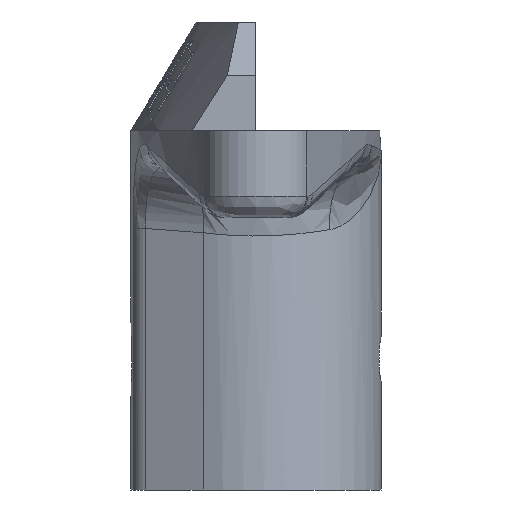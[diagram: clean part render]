
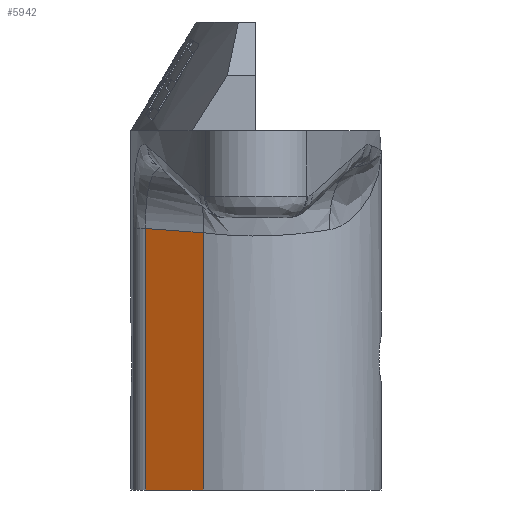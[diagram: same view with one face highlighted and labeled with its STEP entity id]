
A CAD part, front view. The second image highlights one B-rep face of the part: STEP entity #5942.
In plain terms, the highlighted planar face has unit normal (-0.423, -0.906, 0).
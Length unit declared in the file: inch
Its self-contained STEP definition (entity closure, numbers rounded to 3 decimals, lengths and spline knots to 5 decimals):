
#1612 = LINE ( 'NONE', #13369, #12669 ) ;
#2221 = ORIENTED_EDGE ( 'NONE', *, *, #9475, .T. ) ;
#2440 = EDGE_CURVE ( 'NONE', #4610, #16054, #1612, .T. ) ;
#2635 = CARTESIAN_POINT ( 'NONE',  ( -0.1215, -0.26056, 2.445 ) ) ;
#3228 = LINE ( 'NONE', #4771, #14735 ) ;
#3480 = ORIENTED_EDGE ( 'NONE', *, *, #3994, .F. ) ;
#3994 = EDGE_CURVE ( 'NONE', #7666, #16054, #3228, .T. ) ;
#4610 = VERTEX_POINT ( 'NONE', #6917 ) ;
#4771 = CARTESIAN_POINT ( 'NONE',  ( -0.1215, -0.26056, 2.445 ) ) ;
#5458 = B_SPLINE_CURVE_WITH_KNOTS ( 'NONE', 3,
 ( #14267, #8668, #9923, #8373 ),
 .UNSPECIFIED., .F., .F.,
 ( 4, 4 ),
 ( 0., 1. ),
 .UNSPECIFIED. ) ;
#5581 = ORIENTED_EDGE ( 'NONE', *, *, #2440, .T. ) ;
#5634 = VERTEX_POINT ( 'NONE', #11332 ) ;
#5726 = DIRECTION ( 'NONE',  ( 0., 0., -1. ) ) ;
#5942 = ADVANCED_FACE ( 'NONE', ( #16496 ), #14670, .T. ) ;
#6160 = VECTOR ( 'NONE', #5726, 39.37008 ) ;
#6917 = CARTESIAN_POINT ( 'NONE',  ( -0.25364, -0.19895, 3.04569 ) ) ;
#7044 = EDGE_CURVE ( 'NONE', #5634, #7666, #12822, .T. ) ;
#7666 = VERTEX_POINT ( 'NONE', #13335 ) ;
#7744 = ORIENTED_EDGE ( 'NONE', *, *, #7044, .F. ) ;
#8373 = CARTESIAN_POINT ( 'NONE',  ( -0.25364, -0.19895, 3.04569 ) ) ;
#8668 = CARTESIAN_POINT ( 'NONE',  ( -0.16545, -0.24007, 3.03941 ) ) ;
#9475 = EDGE_CURVE ( 'NONE', #5634, #4610, #5458, .T. ) ;
#9923 = CARTESIAN_POINT ( 'NONE',  ( -0.2095, -0.21953, 3.04269 ) ) ;
#10317 = DIRECTION ( 'NONE',  ( -0.423, -0.906, 0. ) ) ;
#10622 = DIRECTION ( 'NONE',  ( -0.906, 0.423, 0. ) ) ;
#11332 = CARTESIAN_POINT ( 'NONE',  ( -0.1215, -0.26056, 3.03585 ) ) ;
#11918 = DIRECTION ( 'NONE',  ( 0., 0., -1. ) ) ;
#11951 = CARTESIAN_POINT ( 'NONE',  ( -0.28029, -0.18652, 2.445 ) ) ;
#12669 = VECTOR ( 'NONE', #11918, 39.37008 ) ;
#12757 = CARTESIAN_POINT ( 'NONE',  ( -0.25364, -0.19895, 2.445 ) ) ;
#12822 = LINE ( 'NONE', #2635, #6160 ) ;
#13335 = CARTESIAN_POINT ( 'NONE',  ( -0.1215, -0.26056, 2.445 ) ) ;
#13369 = CARTESIAN_POINT ( 'NONE',  ( -0.25364, -0.19895, 2.445 ) ) ;
#14267 = CARTESIAN_POINT ( 'NONE',  ( -0.1215, -0.26056, 3.03585 ) ) ;
#14670 = PLANE ( 'NONE',  #16950 ) ;
#14735 = VECTOR ( 'NONE', #10622, 39.37008 ) ;
#16054 = VERTEX_POINT ( 'NONE', #12757 ) ;
#16496 = FACE_OUTER_BOUND ( 'NONE', #17781, .T. ) ;
#16586 = DIRECTION ( 'NONE',  ( 0.906, -0.423, 0. ) ) ;
#16950 = AXIS2_PLACEMENT_3D ( 'NONE', #11951, #10317, #16586 ) ;
#17781 = EDGE_LOOP ( 'NONE', ( #7744, #2221, #5581, #3480 ) ) ;
